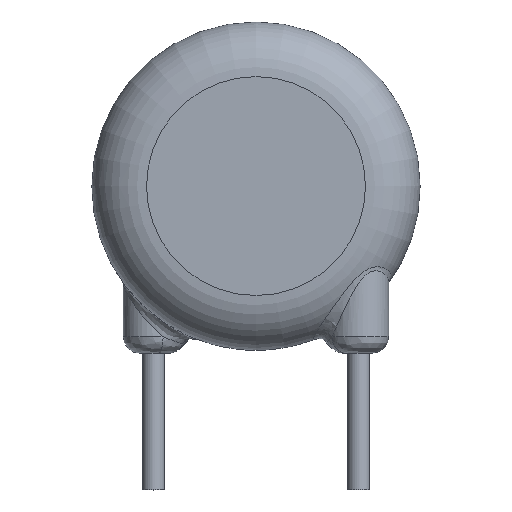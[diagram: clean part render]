
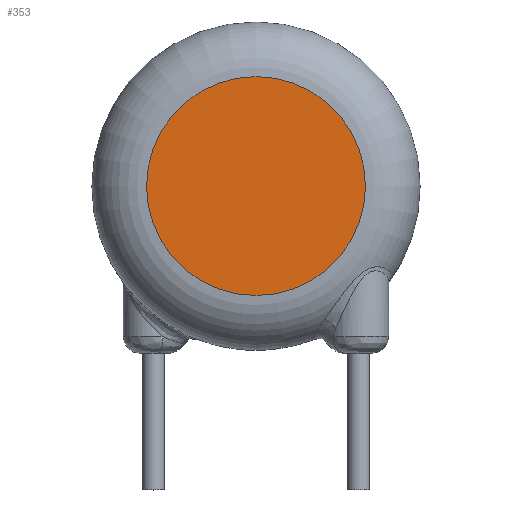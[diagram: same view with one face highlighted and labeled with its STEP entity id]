
A CAD part, top view. The second image highlights one B-rep face of the part: STEP entity #353.
In plain terms, the highlighted planar face has unit normal (0, 0, 1).
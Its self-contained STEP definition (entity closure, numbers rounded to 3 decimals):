
#24=PLANE('',#410);
#53=FACE_OUTER_BOUND('',#78,.T.);
#78=EDGE_LOOP('',(#275,#276));
#91=CIRCLE('',#382,2.667);
#92=CIRCLE('',#383,2.667);
#140=VERTEX_POINT('',#1099);
#141=VERTEX_POINT('',#1100);
#171=EDGE_CURVE('',#140,#141,#91,.T.);
#172=EDGE_CURVE('',#141,#140,#92,.T.);
#275=ORIENTED_EDGE('',*,*,#171,.T.);
#276=ORIENTED_EDGE('',*,*,#172,.T.);
#353=ADVANCED_FACE('',(#53),#24,.T.);
#382=AXIS2_PLACEMENT_3D('',#1101,#432,#433);
#383=AXIS2_PLACEMENT_3D('',#1102,#434,#435);
#410=AXIS2_PLACEMENT_3D('',#3645,#488,#489);
#432=DIRECTION('center_axis',(0.,0.,1.));
#433=DIRECTION('ref_axis',(1.,0.,0.));
#434=DIRECTION('center_axis',(0.,0.,1.));
#435=DIRECTION('ref_axis',(1.,0.,0.));
#488=DIRECTION('center_axis',(0.,0.,1.));
#489=DIRECTION('ref_axis',(1.,0.,0.));
#1099=CARTESIAN_POINT('',(4.,0.,5.));
#1100=CARTESIAN_POINT('',(-1.333,0.,5.));
#1101=CARTESIAN_POINT('Origin',(1.333,0.,5.));
#1102=CARTESIAN_POINT('Origin',(1.333,0.,5.));
#3645=CARTESIAN_POINT('Origin',(1.333,0.,5.));
